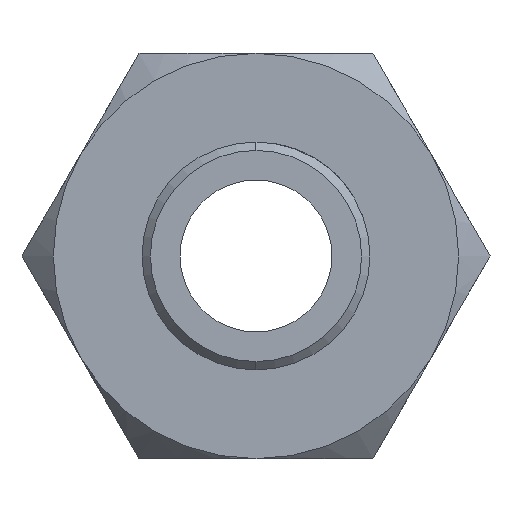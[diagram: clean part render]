
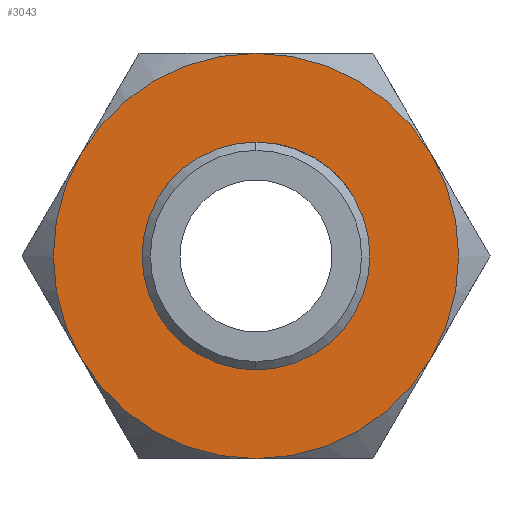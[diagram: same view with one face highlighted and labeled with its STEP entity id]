
A CAD part, left-side view. The second image highlights one B-rep face of the part: STEP entity #3043.
In plain terms, the highlighted planar face has unit normal (-1, 0, 0).
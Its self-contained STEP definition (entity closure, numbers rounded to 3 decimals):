
#28 = VERTEX_POINT ( 'NONE', #4099 ) ;
#40 = DIRECTION ( 'NONE',  ( 1., 0., 0. ) ) ;
#102 = CIRCLE ( 'NONE', #185, 12. ) ;
#118 = CIRCLE ( 'NONE', #810, 12. ) ;
#127 = DIRECTION ( 'NONE',  ( 0., 0., 1. ) ) ;
#148 = CARTESIAN_POINT ( 'NONE',  ( 35., 0., 12. ) ) ;
#180 = AXIS2_PLACEMENT_3D ( 'NONE', #2603, #5049, #4615 ) ;
#185 = AXIS2_PLACEMENT_3D ( 'NONE', #4228, #40, #3947 ) ;
#254 = EDGE_CURVE ( 'NONE', #3122, #2907, #2527, .T. ) ;
#290 = ORIENTED_EDGE ( 'NONE', *, *, #5201, .F. ) ;
#305 = AXIS2_PLACEMENT_3D ( 'NONE', #2896, #396, #5035 ) ;
#364 = FACE_OUTER_BOUND ( 'NONE', #2880, .T. ) ;
#396 = DIRECTION ( 'NONE',  ( -1., 0., 0. ) ) ;
#481 = CIRCLE ( 'NONE', #3523, 6.75 ) ;
#539 = AXIS2_PLACEMENT_3D ( 'NONE', #2823, #4422, #4476 ) ;
#584 = EDGE_CURVE ( 'NONE', #1362, #1476, #102, .T. ) ;
#750 = CARTESIAN_POINT ( 'NONE',  ( 35., -10.392, 6. ) ) ;
#810 = AXIS2_PLACEMENT_3D ( 'NONE', #2740, #2822, #2029 ) ;
#827 = PLANE ( 'NONE',  #2194 ) ;
#882 = AXIS2_PLACEMENT_3D ( 'NONE', #1197, #1142, #2370 ) ;
#1142 = DIRECTION ( 'NONE',  ( 1., 0., 0. ) ) ;
#1197 = CARTESIAN_POINT ( 'NONE',  ( 35., 0., 0. ) ) ;
#1274 = ORIENTED_EDGE ( 'NONE', *, *, #1477, .F. ) ;
#1362 = VERTEX_POINT ( 'NONE', #1658 ) ;
#1476 = VERTEX_POINT ( 'NONE', #4112 ) ;
#1477 = EDGE_CURVE ( 'NONE', #3122, #4038, #4003, .T. ) ;
#1480 = CARTESIAN_POINT ( 'NONE',  ( 35., 0., -6.75 ) ) ;
#1658 = CARTESIAN_POINT ( 'NONE',  ( 35., -10.392, -6. ) ) ;
#1709 = FACE_BOUND ( 'NONE', #4459, .T. ) ;
#1796 = CARTESIAN_POINT ( 'NONE',  ( 35., 10.392, 6. ) ) ;
#1866 = ORIENTED_EDGE ( 'NONE', *, *, #254, .T. ) ;
#1983 = CARTESIAN_POINT ( 'NONE',  ( 35., 0., 6.75 ) ) ;
#2024 = DIRECTION ( 'NONE',  ( -1., 0., 0. ) ) ;
#2029 = DIRECTION ( 'NONE',  ( 0., 0., -1. ) ) ;
#2063 = VERTEX_POINT ( 'NONE', #1480 ) ;
#2128 = CARTESIAN_POINT ( 'NONE',  ( 35., 0., 0. ) ) ;
#2194 = AXIS2_PLACEMENT_3D ( 'NONE', #2128, #2485, #5033 ) ;
#2253 = VERTEX_POINT ( 'NONE', #1983 ) ;
#2349 = EDGE_CURVE ( 'NONE', #4038, #1362, #4618, .T. ) ;
#2370 = DIRECTION ( 'NONE',  ( 0., 0., -1. ) ) ;
#2485 = DIRECTION ( 'NONE',  ( 1., 0., 0. ) ) ;
#2527 = CIRCLE ( 'NONE', #180, 12. ) ;
#2603 = CARTESIAN_POINT ( 'NONE',  ( 35., 0., 0. ) ) ;
#2740 = CARTESIAN_POINT ( 'NONE',  ( 35., 0., 0. ) ) ;
#2822 = DIRECTION ( 'NONE',  ( 1., 0., 0. ) ) ;
#2823 = CARTESIAN_POINT ( 'NONE',  ( 35., 0., 0. ) ) ;
#2880 = EDGE_LOOP ( 'NONE', ( #3536, #2960, #4638, #1274, #1866, #290 ) ) ;
#2896 = CARTESIAN_POINT ( 'NONE',  ( 35., 0., 0. ) ) ;
#2907 = VERTEX_POINT ( 'NONE', #1796 ) ;
#2960 = ORIENTED_EDGE ( 'NONE', *, *, #584, .F. ) ;
#3024 = DIRECTION ( 'NONE',  ( 1., 0., 0. ) ) ;
#3043 = ADVANCED_FACE ( 'NONE', ( #1709, #364 ), #827, .F. ) ;
#3122 = VERTEX_POINT ( 'NONE', #148 ) ;
#3364 = ORIENTED_EDGE ( 'NONE', *, *, #4671, .F. ) ;
#3378 = CARTESIAN_POINT ( 'NONE',  ( 35., 0., 0. ) ) ;
#3523 = AXIS2_PLACEMENT_3D ( 'NONE', #3378, #2024, #127 ) ;
#3536 = ORIENTED_EDGE ( 'NONE', *, *, #3949, .F. ) ;
#3947 = DIRECTION ( 'NONE',  ( 0., 0., -1. ) ) ;
#3949 = EDGE_CURVE ( 'NONE', #1476, #28, #118, .T. ) ;
#4003 = CIRCLE ( 'NONE', #882, 12. ) ;
#4034 = CIRCLE ( 'NONE', #305, 6.75 ) ;
#4038 = VERTEX_POINT ( 'NONE', #750 ) ;
#4099 = CARTESIAN_POINT ( 'NONE',  ( 35., 10.392, -6. ) ) ;
#4112 = CARTESIAN_POINT ( 'NONE',  ( 35., 0., -12. ) ) ;
#4173 = ORIENTED_EDGE ( 'NONE', *, *, #4510, .F. ) ;
#4228 = CARTESIAN_POINT ( 'NONE',  ( 35., 0., 0. ) ) ;
#4422 = DIRECTION ( 'NONE',  ( 1., 0., 0. ) ) ;
#4459 = EDGE_LOOP ( 'NONE', ( #3364, #4173 ) ) ;
#4476 = DIRECTION ( 'NONE',  ( 0., 0., -1. ) ) ;
#4510 = EDGE_CURVE ( 'NONE', #2063, #2253, #4034, .T. ) ;
#4615 = DIRECTION ( 'NONE',  ( 0., 0., 1. ) ) ;
#4618 = CIRCLE ( 'NONE', #4872, 12. ) ;
#4638 = ORIENTED_EDGE ( 'NONE', *, *, #2349, .F. ) ;
#4671 = EDGE_CURVE ( 'NONE', #2253, #2063, #481, .T. ) ;
#4679 = DIRECTION ( 'NONE',  ( 0., 0., -1. ) ) ;
#4792 = CIRCLE ( 'NONE', #539, 12. ) ;
#4872 = AXIS2_PLACEMENT_3D ( 'NONE', #5087, #3024, #4679 ) ;
#5033 = DIRECTION ( 'NONE',  ( 0., 0., -1. ) ) ;
#5035 = DIRECTION ( 'NONE',  ( 0., 0., 1. ) ) ;
#5049 = DIRECTION ( 'NONE',  ( -1., 0., 0. ) ) ;
#5087 = CARTESIAN_POINT ( 'NONE',  ( 35., 0., 0. ) ) ;
#5201 = EDGE_CURVE ( 'NONE', #28, #2907, #4792, .T. ) ;
